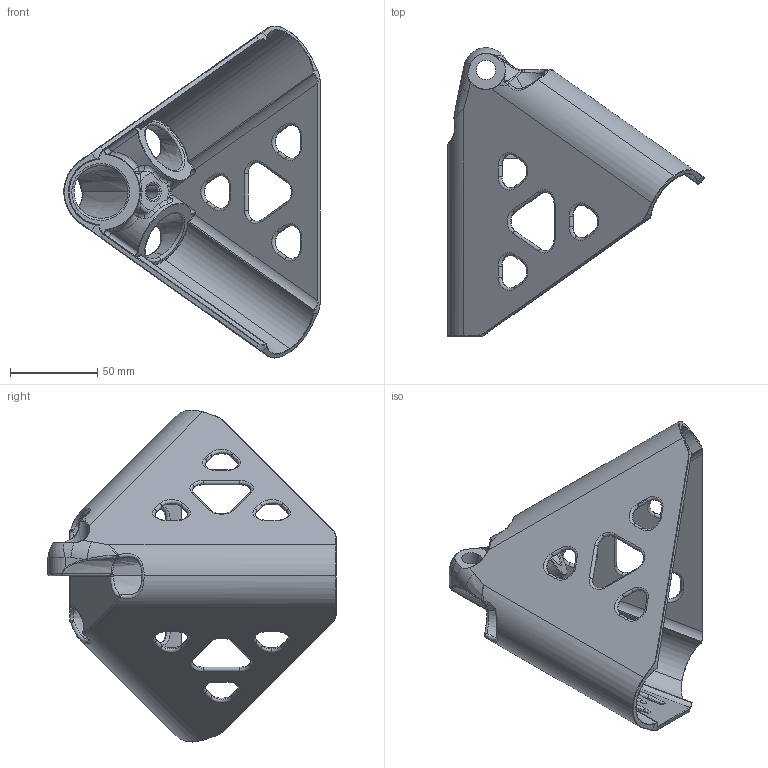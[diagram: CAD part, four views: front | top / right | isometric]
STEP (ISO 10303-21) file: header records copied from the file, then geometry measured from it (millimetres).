
FILE_DESCRIPTION (( 'STEP AP214' ), '1' );
FILE_NAME ('Corner Outer - Final.step', '2016-04-01T05:01:40', ( '' ), ( '' ), 'SwSTEP 2.0', 'SolidWorks 2016', '' );
FILE_SCHEMA (( 'AUTOMOTIVE_DESIGN' ));
Length unit declared in the file: inch
Products named in the file (1): Corner Outer - Final
Bounding box: 146.72 x 165.1 x 190.01 mm (x, y, z)
Volume: 217208.2 mm3; surface area: 97134.4 mm2
Topology: 1 solids, 1 shells, 422 faces, 1100 edges, 662 vertices
Faces by surface type: torus 137, cylinder 120, bspline 118, plane 22, sphere 17, cone 8
Entity records: 20878 total; most frequent: CARTESIAN_POINT 11508, ORIENTED_EDGE 2154, DIRECTION 1762, EDGE_CURVE 1077, AXIS2_PLACEMENT_3D 780, VERTEX_POINT 655, CIRCLE 475, EDGE_LOOP 452
